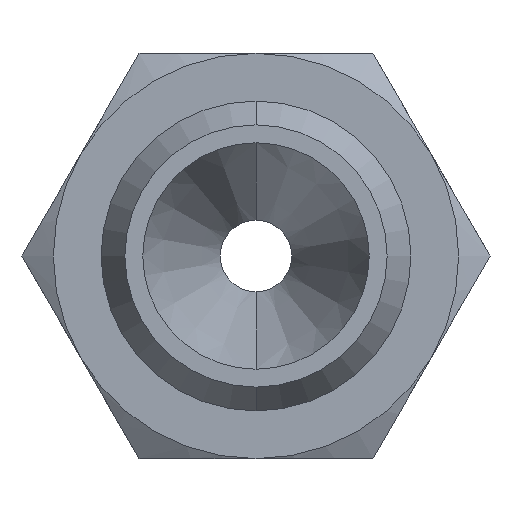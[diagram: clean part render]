
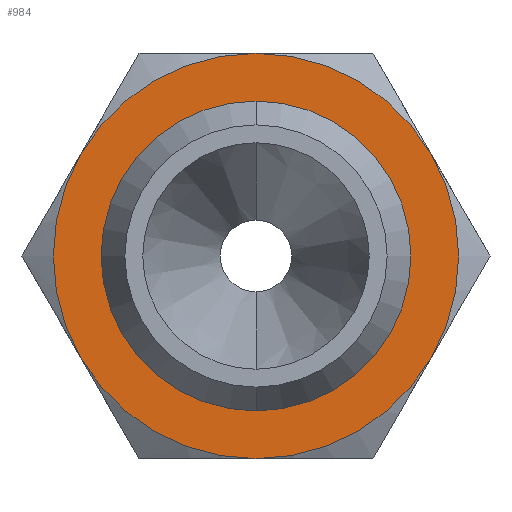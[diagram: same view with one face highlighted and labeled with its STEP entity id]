
A CAD part, front view. The second image highlights one B-rep face of the part: STEP entity #984.
In plain terms, the highlighted planar face has unit normal (0, -1, 0).
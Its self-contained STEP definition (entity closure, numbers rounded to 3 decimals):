
#11 = ORIENTED_EDGE ( 'NONE', *, *, #110, .T. ) ;
#21 = EDGE_LOOP ( 'NONE', ( #1096, #800 ) ) ;
#42 = ORIENTED_EDGE ( 'NONE', *, *, #780, .T. ) ;
#81 = DIRECTION ( 'NONE',  ( 0., 0., -1. ) ) ;
#83 = VERTEX_POINT ( 'NONE', #382 ) ;
#88 = CARTESIAN_POINT ( 'NONE',  ( 0., 8., -8.5 ) ) ;
#99 = DIRECTION ( 'NONE',  ( 0., -1., 0. ) ) ;
#101 = DIRECTION ( 'NONE',  ( 0., -1., 0. ) ) ;
#108 = CARTESIAN_POINT ( 'NONE',  ( 0., 8., 0. ) ) ;
#110 = EDGE_CURVE ( 'NONE', #630, #1080, #206, .T. ) ;
#149 = AXIS2_PLACEMENT_3D ( 'NONE', #792, #399, #428 ) ;
#173 = CARTESIAN_POINT ( 'NONE',  ( -7.361, 8., 4.25 ) ) ;
#176 = CARTESIAN_POINT ( 'NONE',  ( 0., 8., 8.5 ) ) ;
#179 = CIRCLE ( 'NONE', #149, 6.5 ) ;
#181 = ORIENTED_EDGE ( 'NONE', *, *, #480, .T. ) ;
#204 = FACE_BOUND ( 'NONE', #21, .T. ) ;
#206 = CIRCLE ( 'NONE', #250, 8.5 ) ;
#248 = CARTESIAN_POINT ( 'NONE',  ( 8.5, 8., 0. ) ) ;
#250 = AXIS2_PLACEMENT_3D ( 'NONE', #741, #99, #649 ) ;
#289 = EDGE_CURVE ( 'NONE', #83, #630, #639, .T. ) ;
#290 = AXIS2_PLACEMENT_3D ( 'NONE', #248, #1181, #1200 ) ;
#317 = AXIS2_PLACEMENT_3D ( 'NONE', #1064, #980, #1084 ) ;
#382 = CARTESIAN_POINT ( 'NONE',  ( -7.361, 8., -4.25 ) ) ;
#383 = CIRCLE ( 'NONE', #317, 8.5 ) ;
#384 = VERTEX_POINT ( 'NONE', #1054 ) ;
#399 = DIRECTION ( 'NONE',  ( 0., -1., 0. ) ) ;
#427 = CIRCLE ( 'NONE', #606, 8.5 ) ;
#428 = DIRECTION ( 'NONE',  ( 0., 0., -1. ) ) ;
#433 = DIRECTION ( 'NONE',  ( 0., -1., 0. ) ) ;
#437 = CARTESIAN_POINT ( 'NONE',  ( 0., 8., 0. ) ) ;
#443 = CARTESIAN_POINT ( 'NONE',  ( 0., 8., 0. ) ) ;
#446 = CIRCLE ( 'NONE', #1071, 8.5 ) ;
#452 = FACE_OUTER_BOUND ( 'NONE', #551, .T. ) ;
#480 = EDGE_CURVE ( 'NONE', #613, #83, #446, .T. ) ;
#507 = PLANE ( 'NONE',  #290 ) ;
#538 = DIRECTION ( 'NONE',  ( 0., 0., -1. ) ) ;
#541 = EDGE_CURVE ( 'NONE', #658, #613, #427, .T. ) ;
#551 = EDGE_LOOP ( 'NONE', ( #11, #1143, #42, #586, #181, #640 ) ) ;
#562 = VERTEX_POINT ( 'NONE', #1183 ) ;
#583 = DIRECTION ( 'NONE',  ( 0., -1., 0. ) ) ;
#586 = ORIENTED_EDGE ( 'NONE', *, *, #541, .T. ) ;
#606 = AXIS2_PLACEMENT_3D ( 'NONE', #443, #1102, #538 ) ;
#613 = VERTEX_POINT ( 'NONE', #173 ) ;
#620 = AXIS2_PLACEMENT_3D ( 'NONE', #1144, #583, #1137 ) ;
#630 = VERTEX_POINT ( 'NONE', #88 ) ;
#639 = CIRCLE ( 'NONE', #620, 8.5 ) ;
#640 = ORIENTED_EDGE ( 'NONE', *, *, #289, .T. ) ;
#649 = DIRECTION ( 'NONE',  ( 0., 0., -1. ) ) ;
#650 = CARTESIAN_POINT ( 'NONE',  ( 0., 8., 0. ) ) ;
#658 = VERTEX_POINT ( 'NONE', #176 ) ;
#726 = AXIS2_PLACEMENT_3D ( 'NONE', #437, #433, #81 ) ;
#741 = CARTESIAN_POINT ( 'NONE',  ( 0., 8., 0. ) ) ;
#743 = DIRECTION ( 'NONE',  ( 0., 0., -1. ) ) ;
#751 = DIRECTION ( 'NONE',  ( 0., -1., 0. ) ) ;
#756 = CIRCLE ( 'NONE', #1116, 8.5 ) ;
#780 = EDGE_CURVE ( 'NONE', #865, #658, #756, .T. ) ;
#792 = CARTESIAN_POINT ( 'NONE',  ( 0., 8., 0. ) ) ;
#800 = ORIENTED_EDGE ( 'NONE', *, *, #1188, .F. ) ;
#862 = EDGE_CURVE ( 'NONE', #384, #562, #179, .T. ) ;
#865 = VERTEX_POINT ( 'NONE', #954 ) ;
#898 = CARTESIAN_POINT ( 'NONE',  ( 7.361, 8., -4.25 ) ) ;
#948 = EDGE_CURVE ( 'NONE', #1080, #865, #383, .T. ) ;
#954 = CARTESIAN_POINT ( 'NONE',  ( 7.361, 8., 4.25 ) ) ;
#957 = DIRECTION ( 'NONE',  ( 0., 0., -1. ) ) ;
#980 = DIRECTION ( 'NONE',  ( 0., -1., 0. ) ) ;
#984 = ADVANCED_FACE ( 'NONE', ( #452, #204 ), #507, .T. ) ;
#1054 = CARTESIAN_POINT ( 'NONE',  ( 0., 8., -6.5 ) ) ;
#1064 = CARTESIAN_POINT ( 'NONE',  ( 0., 8., 0. ) ) ;
#1071 = AXIS2_PLACEMENT_3D ( 'NONE', #108, #751, #957 ) ;
#1080 = VERTEX_POINT ( 'NONE', #898 ) ;
#1084 = DIRECTION ( 'NONE',  ( 0., 0., -1. ) ) ;
#1096 = ORIENTED_EDGE ( 'NONE', *, *, #862, .F. ) ;
#1102 = DIRECTION ( 'NONE',  ( 0., -1., 0. ) ) ;
#1116 = AXIS2_PLACEMENT_3D ( 'NONE', #650, #101, #743 ) ;
#1137 = DIRECTION ( 'NONE',  ( 0., 0., -1. ) ) ;
#1143 = ORIENTED_EDGE ( 'NONE', *, *, #948, .T. ) ;
#1144 = CARTESIAN_POINT ( 'NONE',  ( 0., 8., 0. ) ) ;
#1149 = CIRCLE ( 'NONE', #726, 6.5 ) ;
#1181 = DIRECTION ( 'NONE',  ( 0., -1., 0. ) ) ;
#1183 = CARTESIAN_POINT ( 'NONE',  ( 0., 8., 6.5 ) ) ;
#1188 = EDGE_CURVE ( 'NONE', #562, #384, #1149, .T. ) ;
#1200 = DIRECTION ( 'NONE',  ( 0., 0., -1. ) ) ;
